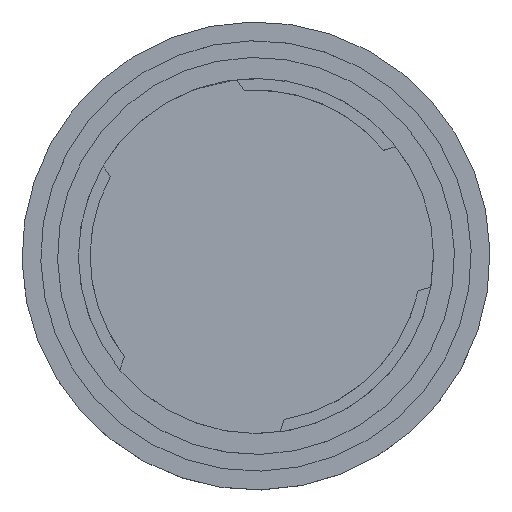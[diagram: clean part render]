
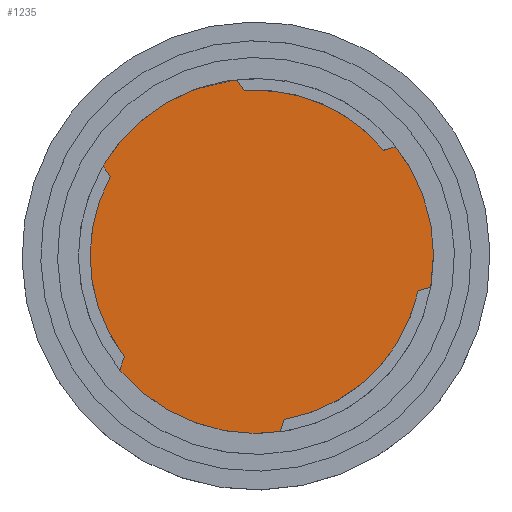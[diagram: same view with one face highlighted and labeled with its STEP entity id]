
A CAD part, top view. The second image highlights one B-rep face of the part: STEP entity #1235.
In plain terms, the highlighted planar face has unit normal (0, 0, 1).
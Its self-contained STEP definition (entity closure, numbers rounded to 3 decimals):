
#119=LINE('',#1915,#251);
#120=LINE('',#1916,#252);
#121=LINE('',#1920,#253);
#122=LINE('',#1921,#254);
#123=LINE('',#1925,#255);
#124=LINE('',#1926,#256);
#251=VECTOR('',#1508,1000.);
#252=VECTOR('',#1509,1000.);
#253=VECTOR('',#1512,1000.);
#254=VECTOR('',#1513,1000.);
#255=VECTOR('',#1516,1000.);
#256=VECTOR('',#1517,1000.);
#329=PLANE('',#1332);
#453=ORIENTED_EDGE('',*,*,#807,.F.);
#454=ORIENTED_EDGE('',*,*,#808,.T.);
#455=ORIENTED_EDGE('',*,*,#794,.T.);
#456=ORIENTED_EDGE('',*,*,#809,.T.);
#457=ORIENTED_EDGE('',*,*,#810,.F.);
#458=ORIENTED_EDGE('',*,*,#811,.T.);
#459=ORIENTED_EDGE('',*,*,#787,.T.);
#460=ORIENTED_EDGE('',*,*,#812,.T.);
#461=ORIENTED_EDGE('',*,*,#813,.F.);
#462=ORIENTED_EDGE('',*,*,#814,.T.);
#463=ORIENTED_EDGE('',*,*,#801,.T.);
#464=ORIENTED_EDGE('',*,*,#815,.T.);
#787=EDGE_CURVE('',#965,#963,#1033,.T.);
#794=EDGE_CURVE('',#972,#971,#1035,.T.);
#801=EDGE_CURVE('',#979,#978,#1037,.T.);
#807=EDGE_CURVE('',#984,#985,#1039,.F.);
#808=EDGE_CURVE('',#984,#972,#119,.T.);
#809=EDGE_CURVE('',#971,#986,#120,.T.);
#810=EDGE_CURVE('',#987,#986,#1040,.F.);
#811=EDGE_CURVE('',#987,#965,#121,.T.);
#812=EDGE_CURVE('',#963,#988,#122,.T.);
#813=EDGE_CURVE('',#989,#988,#1041,.F.);
#814=EDGE_CURVE('',#989,#979,#123,.T.);
#815=EDGE_CURVE('',#978,#985,#124,.T.);
#963=VERTEX_POINT('',#1840);
#965=VERTEX_POINT('',#1843);
#971=VERTEX_POINT('',#1866);
#972=VERTEX_POINT('',#1868);
#978=VERTEX_POINT('',#1888);
#979=VERTEX_POINT('',#1890);
#984=VERTEX_POINT('',#1913);
#985=VERTEX_POINT('',#1914);
#986=VERTEX_POINT('',#1917);
#987=VERTEX_POINT('',#1919);
#988=VERTEX_POINT('',#1922);
#989=VERTEX_POINT('',#1924);
#1033=CIRCLE('',#1326,21.25);
#1035=CIRCLE('',#1328,21.25);
#1037=CIRCLE('',#1330,21.25);
#1039=CIRCLE('',#1333,19.85);
#1040=CIRCLE('',#1334,19.85);
#1041=CIRCLE('',#1335,19.85);
#1065=EDGE_LOOP('',(#453,#454,#455,#456,#457,#458,#459,#460,#461,#462,#463,
#464));
#1148=FACE_BOUND('',#1065,.T.);
#1235=ADVANCED_FACE('',(#1148),#329,.T.);
#1326=AXIS2_PLACEMENT_3D('',#1842,#1484,#1485);
#1328=AXIS2_PLACEMENT_3D('',#1867,#1491,#1492);
#1330=AXIS2_PLACEMENT_3D('',#1889,#1498,#1499);
#1332=AXIS2_PLACEMENT_3D('',#1911,#1504,#1505);
#1333=AXIS2_PLACEMENT_3D('',#1912,#1506,#1507);
#1334=AXIS2_PLACEMENT_3D('',#1918,#1510,#1511);
#1335=AXIS2_PLACEMENT_3D('',#1923,#1514,#1515);
#1484=DIRECTION('',(0.,0.,1.));
#1485=DIRECTION('',(1.,0.,0.));
#1491=DIRECTION('',(0.,0.,1.));
#1492=DIRECTION('',(1.,0.,0.));
#1498=DIRECTION('',(0.,0.,1.));
#1499=DIRECTION('',(1.,0.,0.));
#1504=DIRECTION('',(0.,0.,1.));
#1505=DIRECTION('',(-0.629,-0.777,0.));
#1506=DIRECTION('',(0.,0.,1.));
#1507=DIRECTION('',(-0.777,0.629,0.));
#1508=DIRECTION('',(0.696,0.718,0.));
#1509=DIRECTION('',(0.571,-0.821,0.));
#1510=DIRECTION('',(0.,0.,1.));
#1511=DIRECTION('',(-0.777,0.629,0.));
#1512=DIRECTION('',(-0.916,0.402,0.));
#1513=DIRECTION('',(0.329,0.944,0.));
#1514=DIRECTION('',(0.,0.,1.));
#1515=DIRECTION('',(-0.777,0.629,0.));
#1516=DIRECTION('',(0.281,-0.96,0.));
#1517=DIRECTION('',(-0.962,-0.272,0.));
#1840=CARTESIAN_POINT('',(2.73,-21.074,-6.45));
#1842=CARTESIAN_POINT('',(0.,0.,-6.45));
#1843=CARTESIAN_POINT('',(-19.458,8.541,-6.45));
#1866=CARTESIAN_POINT('',(-18.239,10.905,-6.45));
#1867=CARTESIAN_POINT('',(0.,0.,-6.45));
#1868=CARTESIAN_POINT('',(14.781,15.267,-6.45));
#1888=CARTESIAN_POINT('',(16.841,12.959,-6.45));
#1889=CARTESIAN_POINT('',(0.,0.,-6.45));
#1890=CARTESIAN_POINT('',(5.982,-20.391,-6.45));
#1911=CARTESIAN_POINT('',(0.,0.,-6.45));
#1912=CARTESIAN_POINT('',(0.,0.,-6.45));
#1913=CARTESIAN_POINT('',(13.807,14.261,-6.45));
#1914=CARTESIAN_POINT('',(15.382,12.547,-6.45));
#1915=CARTESIAN_POINT('',(0.,0.,-6.45));
#1916=CARTESIAN_POINT('',(-17.84,10.331,-6.45));
#1917=CARTESIAN_POINT('',(-17.355,9.634,-6.45));
#1918=CARTESIAN_POINT('',(0.,0.,-6.45));
#1919=CARTESIAN_POINT('',(-18.176,7.979,-6.45));
#1920=CARTESIAN_POINT('',(0.,0.,-6.45));
#1921=CARTESIAN_POINT('',(2.965,-20.401,-6.45));
#1922=CARTESIAN_POINT('',(3.25,-19.582,-6.45));
#1923=CARTESIAN_POINT('',(0.,0.,-6.45));
#1924=CARTESIAN_POINT('',(5.588,-19.047,-6.45));
#1925=CARTESIAN_POINT('',(0.,0.,-6.45));
#1926=CARTESIAN_POINT('',(16.182,12.773,-6.45));
